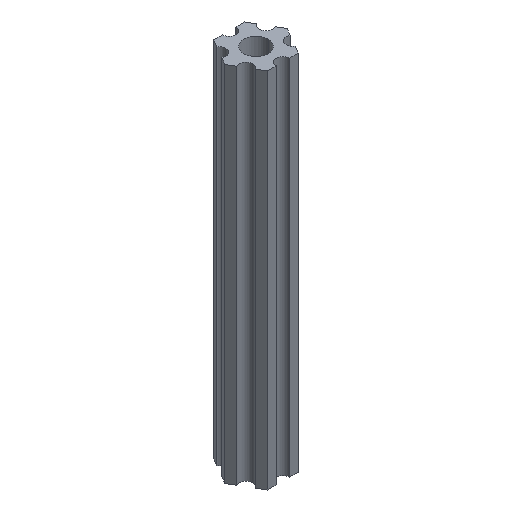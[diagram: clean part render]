
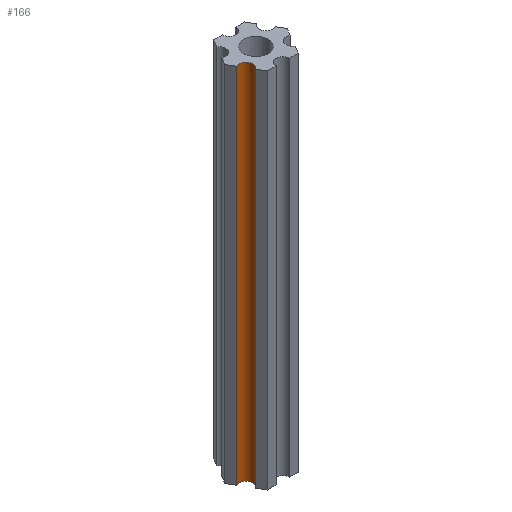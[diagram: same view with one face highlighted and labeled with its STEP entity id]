
A CAD part, isometric view. The second image highlights one B-rep face of the part: STEP entity #166.
In plain terms, the highlighted cylindrical face has radius 1.587 mm (diameter 3.175 mm), a partial arc.
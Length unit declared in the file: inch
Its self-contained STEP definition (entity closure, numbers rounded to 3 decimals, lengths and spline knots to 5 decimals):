
#18 = EDGE_CURVE ( 'NONE', #109, #641, #383, .T. ) ;
#34 = DIRECTION ( 'NONE',  ( 0., 0., -1. ) ) ;
#60 = DIRECTION ( 'NONE',  ( 0., 0., 1. ) ) ;
#61 = CARTESIAN_POINT ( 'NONE',  ( -0.24776, -0.07087, 3.375 ) ) ;
#63 = DIRECTION ( 'NONE',  ( -1., 0., 0. ) ) ;
#82 = VERTEX_POINT ( 'NONE', #765 ) ;
#84 = CARTESIAN_POINT ( 'NONE',  ( -0.21651, -0.125, 3.375 ) ) ;
#86 = DIRECTION ( 'NONE',  ( -1., 0., 0. ) ) ;
#87 = DIRECTION ( 'NONE',  ( 0., 0., -1. ) ) ;
#109 = VERTEX_POINT ( 'NONE', #804 ) ;
#123 = DIRECTION ( 'NONE',  ( 0., 0., -1. ) ) ;
#166 = ADVANCED_FACE ( 'NONE', ( #397 ), #347, .F. ) ;
#191 = DIRECTION ( 'NONE',  ( 0., 0., 1. ) ) ;
#242 = DIRECTION ( 'NONE',  ( -1., 0., 0. ) ) ;
#260 = VECTOR ( 'NONE', #191, 39.37008 ) ;
#262 = LINE ( 'NONE', #553, #260 ) ;
#272 = CARTESIAN_POINT ( 'NONE',  ( -0.21651, -0.125, 3.375 ) ) ;
#276 = CIRCLE ( 'NONE', #679, 0.0625 ) ;
#335 = CARTESIAN_POINT ( 'NONE',  ( -0.21651, -0.125, 0. ) ) ;
#337 = CARTESIAN_POINT ( 'NONE',  ( -0.18526, -0.17913, 0. ) ) ;
#347 = CYLINDRICAL_SURFACE ( 'NONE', #563, 0.0625 ) ;
#383 = CIRCLE ( 'NONE', #572, 0.0625 ) ;
#397 = FACE_OUTER_BOUND ( 'NONE', #635, .T. ) ;
#448 = ORIENTED_EDGE ( 'NONE', *, *, #545, .T. ) ;
#457 = VECTOR ( 'NONE', #60, 39.37008 ) ;
#467 = EDGE_CURVE ( 'NONE', #717, #82, #276, .T. ) ;
#491 = ORIENTED_EDGE ( 'NONE', *, *, #18, .T. ) ;
#493 = EDGE_CURVE ( 'NONE', #109, #717, #524, .T. ) ;
#524 = LINE ( 'NONE', #61, #457 ) ;
#525 = CARTESIAN_POINT ( 'NONE',  ( -0.24776, -0.07087, 3.375 ) ) ;
#545 = EDGE_CURVE ( 'NONE', #641, #82, #262, .T. ) ;
#553 = CARTESIAN_POINT ( 'NONE',  ( -0.18526, -0.17913, 3.375 ) ) ;
#563 = AXIS2_PLACEMENT_3D ( 'NONE', #272, #123, #242 ) ;
#572 = AXIS2_PLACEMENT_3D ( 'NONE', #335, #34, #63 ) ;
#635 = EDGE_LOOP ( 'NONE', ( #448, #729, #707, #491 ) ) ;
#641 = VERTEX_POINT ( 'NONE', #337 ) ;
#679 = AXIS2_PLACEMENT_3D ( 'NONE', #84, #87, #86 ) ;
#707 = ORIENTED_EDGE ( 'NONE', *, *, #493, .F. ) ;
#717 = VERTEX_POINT ( 'NONE', #525 ) ;
#729 = ORIENTED_EDGE ( 'NONE', *, *, #467, .F. ) ;
#765 = CARTESIAN_POINT ( 'NONE',  ( -0.18526, -0.17913, 3.375 ) ) ;
#804 = CARTESIAN_POINT ( 'NONE',  ( -0.24776, -0.07087, 0. ) ) ;
